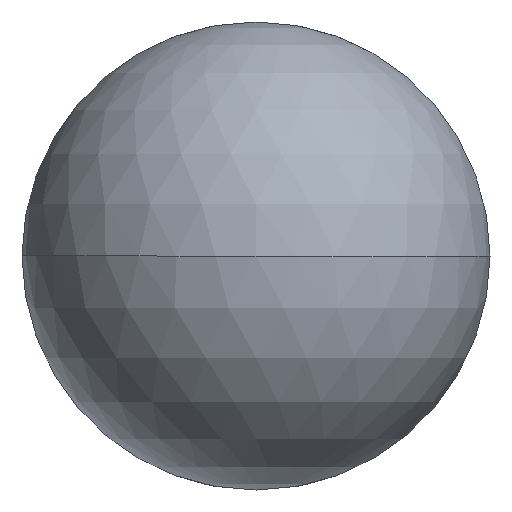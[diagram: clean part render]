
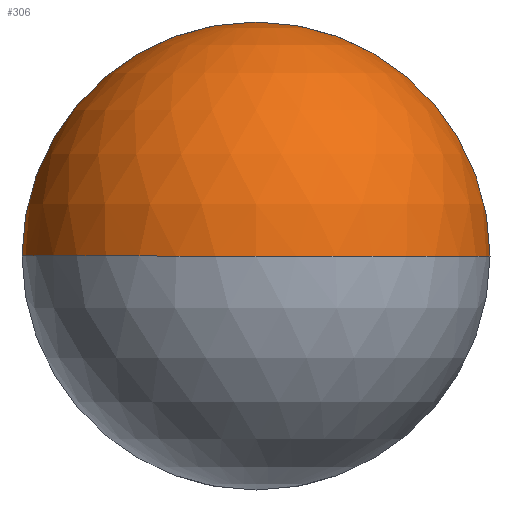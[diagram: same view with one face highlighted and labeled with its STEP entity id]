
A CAD part, front view. The second image highlights one B-rep face of the part: STEP entity #306.
In plain terms, the highlighted spherical face has radius 9.525 mm.
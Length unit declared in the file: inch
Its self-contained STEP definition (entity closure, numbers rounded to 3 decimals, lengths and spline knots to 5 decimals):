
#12 = CARTESIAN_POINT ( 'NONE',  ( 0.375, 0.375, 0. ) ) ;
#13 = ORIENTED_EDGE ( 'NONE', *, *, #345, .T. ) ;
#15 = CIRCLE ( 'NONE', #66, 0.375 ) ;
#16 = CIRCLE ( 'NONE', #366, 0.375 ) ;
#21 = DIRECTION ( 'NONE',  ( 0., -1., 0. ) ) ;
#23 = EDGE_LOOP ( 'NONE', ( #206, #13, #344, #341 ) ) ;
#29 = CARTESIAN_POINT ( 'NONE',  ( 0., 0.375, 0. ) ) ;
#47 = AXIS2_PLACEMENT_3D ( 'NONE', #318, #180, #83 ) ;
#57 = CARTESIAN_POINT ( 'NONE',  ( -0.375, 0.375, 0. ) ) ;
#62 = EDGE_CURVE ( 'NONE', #372, #362, #15, .T. ) ;
#66 = AXIS2_PLACEMENT_3D ( 'NONE', #368, #21, #350 ) ;
#68 = AXIS2_PLACEMENT_3D ( 'NONE', #29, #243, #156 ) ;
#83 = DIRECTION ( 'NONE',  ( 0., 0., -1. ) ) ;
#88 = CIRCLE ( 'NONE', #68, 0.375 ) ;
#111 = AXIS2_PLACEMENT_3D ( 'NONE', #216, #185, #294 ) ;
#127 = VERTEX_POINT ( 'NONE', #263 ) ;
#156 = DIRECTION ( 'NONE',  ( -1., 0., 0. ) ) ;
#176 = EDGE_CURVE ( 'NONE', #372, #127, #88, .T. ) ;
#180 = DIRECTION ( 'NONE',  ( 0., -1., 0. ) ) ;
#185 = DIRECTION ( 'NONE',  ( 0., 0., 1. ) ) ;
#189 = CARTESIAN_POINT ( 'NONE',  ( 0., 0.375, 0. ) ) ;
#206 = ORIENTED_EDGE ( 'NONE', *, *, #222, .T. ) ;
#216 = CARTESIAN_POINT ( 'NONE',  ( 0., 0.375, 0. ) ) ;
#222 = EDGE_CURVE ( 'NONE', #362, #336, #371, .T. ) ;
#243 = DIRECTION ( 'NONE',  ( 0., 0., -1. ) ) ;
#263 = CARTESIAN_POINT ( 'NONE',  ( 0., 0., 0. ) ) ;
#272 = DIRECTION ( 'NONE',  ( 1., 0., 0. ) ) ;
#294 = DIRECTION ( 'NONE',  ( 1., 0., 0. ) ) ;
#298 = DIRECTION ( 'NONE',  ( 0., 0., 1. ) ) ;
#306 = ADVANCED_FACE ( 'NONE', ( #322 ), #355, .T. ) ;
#318 = CARTESIAN_POINT ( 'NONE',  ( 0., 0.375, 0. ) ) ;
#322 = FACE_OUTER_BOUND ( 'NONE', #23, .T. ) ;
#336 = VERTEX_POINT ( 'NONE', #57 ) ;
#341 = ORIENTED_EDGE ( 'NONE', *, *, #62, .T. ) ;
#344 = ORIENTED_EDGE ( 'NONE', *, *, #176, .F. ) ;
#345 = EDGE_CURVE ( 'NONE', #336, #127, #16, .T. ) ;
#350 = DIRECTION ( 'NONE',  ( 0., 0., -1. ) ) ;
#355 = SPHERICAL_SURFACE ( 'NONE', #111, 0.375 ) ;
#359 = CARTESIAN_POINT ( 'NONE',  ( 0., 0.375, 0.375 ) ) ;
#362 = VERTEX_POINT ( 'NONE', #359 ) ;
#366 = AXIS2_PLACEMENT_3D ( 'NONE', #189, #298, #272 ) ;
#368 = CARTESIAN_POINT ( 'NONE',  ( 0., 0.375, 0. ) ) ;
#371 = CIRCLE ( 'NONE', #47, 0.375 ) ;
#372 = VERTEX_POINT ( 'NONE', #12 ) ;
